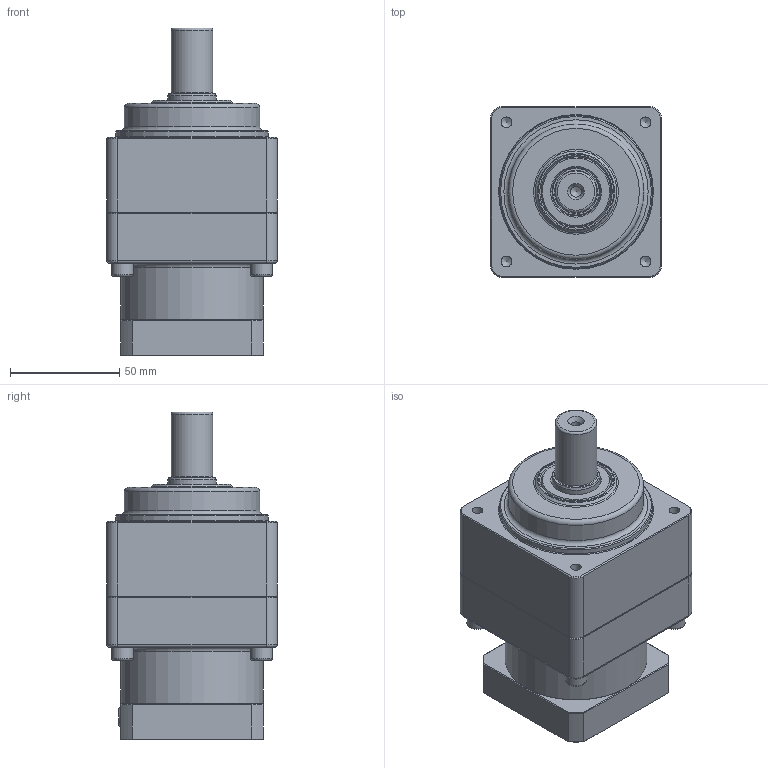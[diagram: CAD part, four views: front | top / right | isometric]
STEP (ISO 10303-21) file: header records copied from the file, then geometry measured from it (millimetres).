
FILE_DESCRIPTION(('DDD'),'2;1');
FILE_NAME('VRXF-□-15~81C-S-14BP10.stp','2015-12-06T05:05:20',('BBB'),('CCC'),'Autodesk Inventor 2012','Autodesk Inventor 2012','AAA');
FILE_SCHEMA(('CONFIG_CONTROL_DESIGN'));
Length unit declared in the file: millimetre
Products named in the file (1): Part2932
Bounding box: 78 x 78 x 150 mm (x, y, z)
Volume: 544869.4 mm3; surface area: 57022.1 mm2
Topology: 1 solids, 9 shells, 318 faces, 710 edges, 437 vertices
Faces by surface type: plane 159, cylinder 72, cone 60, torus 27
Full cylindrical faces by diameter (mm): 3.242 x4, 4 x5, 4.5 x5, 4.917 x5, 6 x4, 7 x5, 7.5 x4, 8 x1, 10 x4, 14 x1, 19 x1, 22 x1, 36 x1, 40 x1, 62 x1, 65 x1, 70 x1
Entity records: 8086 total; most frequent: CARTESIAN_POINT 1580, DIRECTION 1339, ORIENTED_EDGE 1146, EDGE_CURVE 573, AXIS2_PLACEMENT_3D 536, EDGE_LOOP 459, VERTEX_POINT 404, FACE_OUTER_BOUND 318
